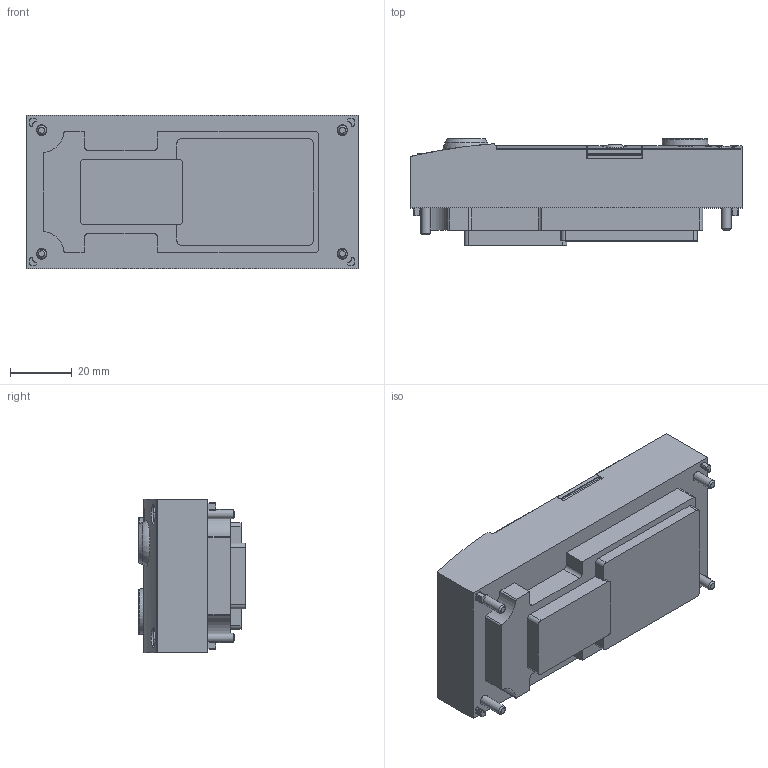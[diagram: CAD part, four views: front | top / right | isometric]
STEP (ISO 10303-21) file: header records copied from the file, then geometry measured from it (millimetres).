
FILE_DESCRIPTION(/* description */ ('STEP AP214'),/* implementation_level */ '2;1');
FILE_NAME(/* name */ '8129243_CPX-AP-A-EC-M12',/* time_stamp */ '2024-08-07T18:30:01+02:00',/* author */ ('License CC BY-ND 4.0'),/* organization */ ('CADENAS'),/* preprocessor_version */ 'ST-DEVELOPER v19.3',/* originating_system */ 'PARTsolutions',/* authorisation */ ' ');
FILE_SCHEMA (('AUTOMOTIVE_DESIGN {1 0 10303 214 3 1 1}'));
Length unit declared in the file: millimetre
Products named in the file (5): 8129243 CPX-AP-A-EC-M12---(high); 8129243 CPX-AP-A-EC-M12---(high_el); 8109131 DPT-F-ST-3X24-PT10; 8112583 CPX-AP-A-PB/IE---(cover); 8160559 DPT-R-ST-3X7-PT10
Assembly tree (7 placements, depth 2):
  8129243 CPX-AP-A-EC-M12---(high)
    8129243 CPX-AP-A-EC-M12---(high_el)
    8109131 DPT-F-ST-3X24-PT10  x4
    8112583 CPX-AP-A-PB/IE---(cover)
    8160559 DPT-R-ST-3X7-PT10
Bounding box: 107.3 x 34.7 x 49.7 mm (x, y, z)
Volume: 135411.3 mm3; surface area: 26274.6 mm2
Topology: 7 solids, 7 shells, 571 faces, 1466 edges, 963 vertices
Faces by surface type: plane 305, cylinder 209, torus 29, cone 27, sphere 1
Full cylindrical faces by diameter (mm): 0.87 x4, 1.07 x8, 1.15 x2, 2.3 x4, 2.5 x1, 2.56 x1, 3 x5, 3.1 x1, 3.2 x1, 3.4 x4, 3.65 x1, 6.485 x4, 6.5 x1, 6.917 x1, 7.75 x1, 8.5 x1, 10.917 x2, 12.5 x2
Entity records: 14769 total; most frequent: CARTESIAN_POINT 2694, DIRECTION 2564, ORIENTED_EDGE 2356, EDGE_CURVE 1178, AXIS2_PLACEMENT_3D 928, VERTEX_POINT 818, LINE 708, VECTOR 708
